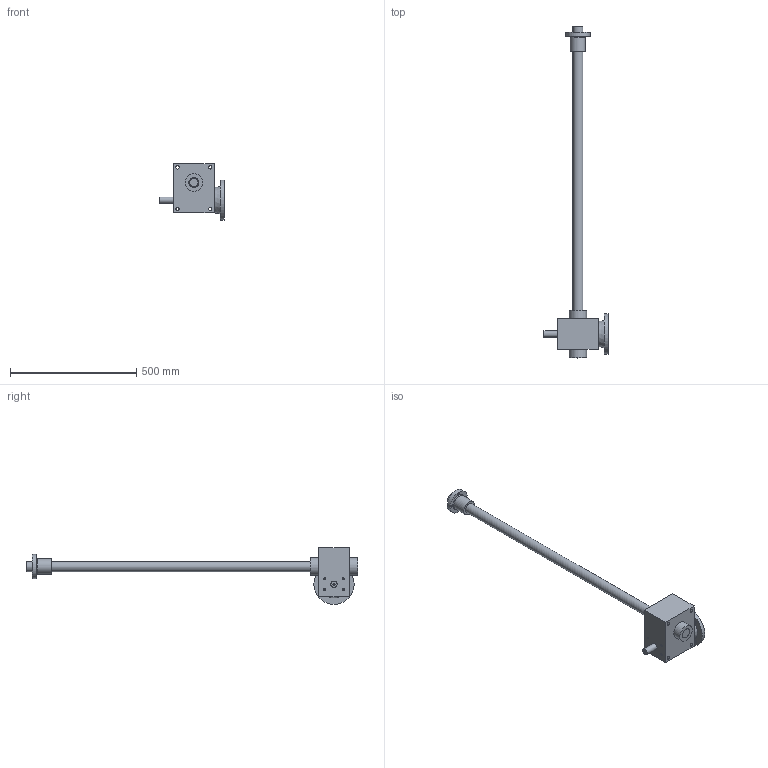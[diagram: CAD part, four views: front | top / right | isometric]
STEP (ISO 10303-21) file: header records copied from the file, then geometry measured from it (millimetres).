
FILE_DESCRIPTION( ( 'STEP AP214' ), '1' );
FILE_NAME( 'XTPR407_MBD_100-112_B14_R.1_5_C.1000_-_-_-_-_-_-.stp', '2018-08-28T11:44:53', ( '' ), ( '' ), ' ', 'PARTsolutions', ' ' );
FILE_SCHEMA( ( 'AUTOMOTIVE_DESIGN { 1 0 10303 214 1 1 1 1 }' ) );
Length unit declared in the file: millimetre
Products named in the file (6): XTPR407_MBD_100-112/B14_R.1/5_C.1000_-_-_-_-_-_-; _XTPR407_4_1_1_1_xtpr_1; _XTPR407-2; _XTPR407_1000_11-_xtpr_3; _XTPR407_1000_1_xtpr_4; _407_10-fl
Assembly tree (5 placements, depth 2):
  XTPR407_MBD_100-112/B14_R.1/5_C.1000_-_-_-_-_-_-
    _XTPR407_4_1_1_1_xtpr_1
    _XTPR407-2
    _XTPR407_1000_11-_xtpr_3
    _XTPR407_1000_1_xtpr_4
    _407_10-fl
Bounding box: 255 x 1315 x 225 mm (x, y, z)
Volume: 6100171.1 mm3; surface area: 484439.1 mm2
Topology: 5 solids, 5 shells, 167 faces, 417 edges, 276 vertices
Faces by surface type: plane 92, cylinder 59, cone 15, torus 1
Full cylindrical faces by diameter (mm): 6.647 x5, 9 x8, 13 x4, 25 x2, 33 x2, 40 x2, 60 x1, 69 x2, 96 x1, 110 x1, 160 x1
Entity records: 6220 total; most frequent: CARTESIAN_POINT 864, DIRECTION 830, ORIENTED_EDGE 716, EDGE_CURVE 358, AXIS2_PLACEMENT_3D 301, VERTEX_POINT 267, EDGE_LOOP 258, LINE 228
